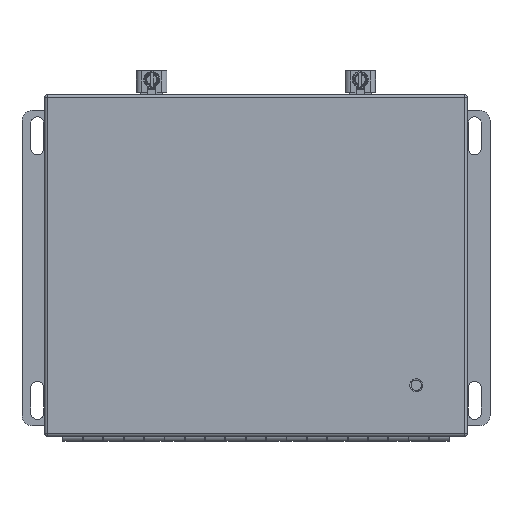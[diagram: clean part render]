
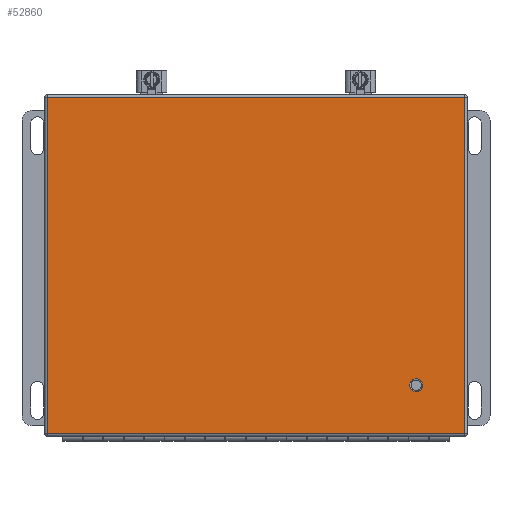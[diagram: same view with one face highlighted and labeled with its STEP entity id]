
A CAD part, top view. The second image highlights one B-rep face of the part: STEP entity #52860.
In plain terms, the highlighted planar face has unit normal (0, 0, 1).
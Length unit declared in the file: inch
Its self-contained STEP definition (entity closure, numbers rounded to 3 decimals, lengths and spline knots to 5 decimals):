
#1071 = VERTEX_POINT ( 'NONE', #7314 ) ;
#1300 = EDGE_CURVE ( 'NONE', #29689, #45785, #5817, .T. ) ;
#3350 = VERTEX_POINT ( 'NONE', #3935 ) ;
#3935 = CARTESIAN_POINT ( 'NONE',  ( 8.84087, 1.11639, 4.185 ) ) ;
#4874 = ORIENTED_EDGE ( 'NONE', *, *, #10520, .T. ) ;
#5817 = LINE ( 'NONE', #54054, #20861 ) ;
#6389 = CARTESIAN_POINT ( 'NONE',  ( 8.99742, 1.11639, 4.185 ) ) ;
#6961 = DIRECTION ( 'NONE',  ( 0., 0., -1. ) ) ;
#7183 = EDGE_CURVE ( 'NONE', #3350, #3350, #14696, .T. ) ;
#7314 = CARTESIAN_POINT ( 'NONE',  ( -0.06485, -0.07516, 4.185 ) ) ;
#8332 = DIRECTION ( 'NONE',  ( 0., -1., 0. ) ) ;
#8804 = ORIENTED_EDGE ( 'NONE', *, *, #43687, .T. ) ;
#8979 = VECTOR ( 'NONE', #8332, 39.37008 ) ;
#9055 = DIRECTION ( 'NONE',  ( -1., 0., 0. ) ) ;
#10426 = DIRECTION ( 'NONE',  ( 0., 0., -1. ) ) ;
#10520 = EDGE_CURVE ( 'NONE', #43082, #1071, #13777, .T. ) ;
#10775 = EDGE_CURVE ( 'NONE', #45785, #43082, #26253, .T. ) ;
#11576 = DIRECTION ( 'NONE',  ( -1., 0., 0. ) ) ;
#13777 = LINE ( 'NONE', #52523, #8979 ) ;
#14696 = CIRCLE ( 'NONE', #37562, 0.15655 ) ;
#14739 = FACE_BOUND ( 'NONE', #43915, .T. ) ;
#16788 = CARTESIAN_POINT ( 'NONE',  ( 10.19015, -0.07516, 4.185 ) ) ;
#20861 = VECTOR ( 'NONE', #40854, 39.37008 ) ;
#23562 = PLANE ( 'NONE',  #30349 ) ;
#26054 = CARTESIAN_POINT ( 'NONE',  ( 10.25, -0.07516, 4.185 ) ) ;
#26253 = LINE ( 'NONE', #51554, #53848 ) ;
#27067 = ORIENTED_EDGE ( 'NONE', *, *, #7183, .T. ) ;
#28456 = CARTESIAN_POINT ( 'NONE',  ( 10.25, 8.14627, 4.185 ) ) ;
#29689 = VERTEX_POINT ( 'NONE', #16788 ) ;
#30349 = AXIS2_PLACEMENT_3D ( 'NONE', #28456, #10426, #45725 ) ;
#30531 = CARTESIAN_POINT ( 'NONE',  ( -0.06485, 8.18984, 4.185 ) ) ;
#31503 = LINE ( 'NONE', #26054, #54067 ) ;
#37562 = AXIS2_PLACEMENT_3D ( 'NONE', #6389, #6961, #11576 ) ;
#40854 = DIRECTION ( 'NONE',  ( 0., 1., 0. ) ) ;
#41584 = CARTESIAN_POINT ( 'NONE',  ( 10.19015, 8.18984, 4.185 ) ) ;
#41782 = EDGE_LOOP ( 'NONE', ( #4874, #8804, #54309, #54889 ) ) ;
#43082 = VERTEX_POINT ( 'NONE', #30531 ) ;
#43687 = EDGE_CURVE ( 'NONE', #1071, #29689, #31503, .T. ) ;
#43915 = EDGE_LOOP ( 'NONE', ( #27067 ) ) ;
#45725 = DIRECTION ( 'NONE',  ( -1., 0., 0. ) ) ;
#45785 = VERTEX_POINT ( 'NONE', #41584 ) ;
#47917 = DIRECTION ( 'NONE',  ( 1., 0., 0. ) ) ;
#51554 = CARTESIAN_POINT ( 'NONE',  ( 10.25, 8.18984, 4.185 ) ) ;
#52523 = CARTESIAN_POINT ( 'NONE',  ( -0.06485, 8.14627, 4.185 ) ) ;
#52860 = ADVANCED_FACE ( 'NONE', ( #54034, #14739 ), #23562, .F. ) ;
#53848 = VECTOR ( 'NONE', #9055, 39.37008 ) ;
#54034 = FACE_OUTER_BOUND ( 'NONE', #41782, .T. ) ;
#54054 = CARTESIAN_POINT ( 'NONE',  ( 10.19015, 8.14627, 4.185 ) ) ;
#54067 = VECTOR ( 'NONE', #47917, 39.37008 ) ;
#54309 = ORIENTED_EDGE ( 'NONE', *, *, #1300, .T. ) ;
#54889 = ORIENTED_EDGE ( 'NONE', *, *, #10775, .T. ) ;
